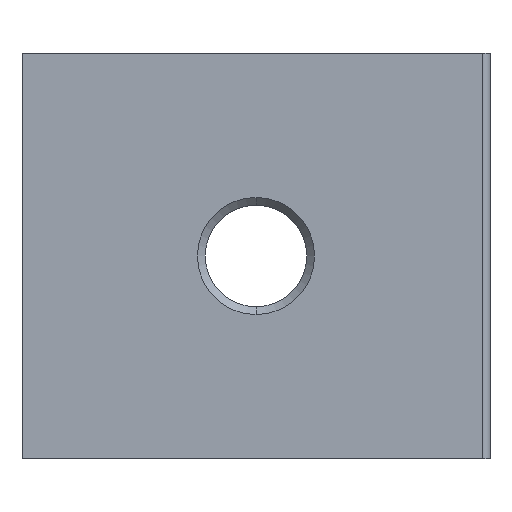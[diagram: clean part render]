
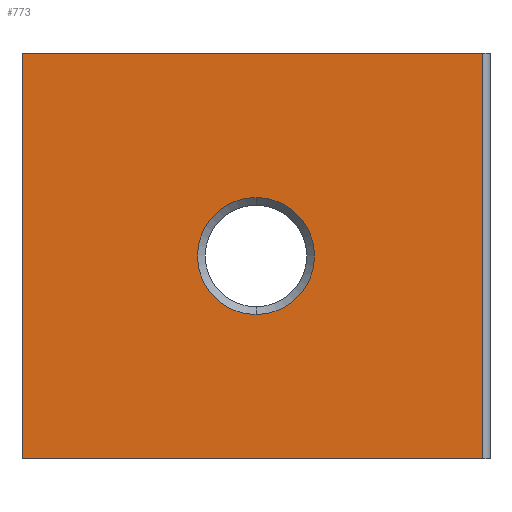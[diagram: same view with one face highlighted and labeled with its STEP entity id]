
A CAD part, front view. The second image highlights one B-rep face of the part: STEP entity #773.
In plain terms, the highlighted planar face has unit normal (0, -1, 0).
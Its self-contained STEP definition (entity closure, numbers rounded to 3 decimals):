
#5 = EDGE_LOOP ( 'NONE', ( #1071, #297, #609, #383 ) ) ;
#6 = CARTESIAN_POINT ( 'NONE',  ( -15., 0., -9.25 ) ) ;
#11 = DIRECTION ( 'NONE',  ( 0., 0., -1. ) ) ;
#37 = VERTEX_POINT ( 'NONE', #837 ) ;
#41 = CARTESIAN_POINT ( 'NONE',  ( -15., 0., -16.75 ) ) ;
#43 = DIRECTION ( 'NONE',  ( 0., 0., -1. ) ) ;
#48 = VERTEX_POINT ( 'NONE', #919 ) ;
#64 = VECTOR ( 'NONE', #408, 1000. ) ;
#88 = VECTOR ( 'NONE', #392, 1000. ) ;
#90 = VECTOR ( 'NONE', #679, 1000. ) ;
#118 = LINE ( 'NONE', #300, #90 ) ;
#120 = CARTESIAN_POINT ( 'NONE',  ( -30., 0., -26. ) ) ;
#197 = CARTESIAN_POINT ( 'NONE',  ( -15., 0., -13. ) ) ;
#271 = DIRECTION ( 'NONE',  ( 0., -1., 0. ) ) ;
#290 = CIRCLE ( 'NONE', #1081, 3.75 ) ;
#297 = ORIENTED_EDGE ( 'NONE', *, *, #479, .T. ) ;
#300 = CARTESIAN_POINT ( 'NONE',  ( -30., 0., 0. ) ) ;
#342 = CARTESIAN_POINT ( 'NONE',  ( -15., 0., -13. ) ) ;
#344 = CARTESIAN_POINT ( 'NONE',  ( -0.5, 0., -26. ) ) ;
#378 = CARTESIAN_POINT ( 'NONE',  ( -30., 0., -26. ) ) ;
#383 = ORIENTED_EDGE ( 'NONE', *, *, #1109, .F. ) ;
#392 = DIRECTION ( 'NONE',  ( 0., 0., 1. ) ) ;
#400 = EDGE_CURVE ( 'NONE', #572, #37, #981, .T. ) ;
#408 = DIRECTION ( 'NONE',  ( 1., 0., 0. ) ) ;
#476 = VECTOR ( 'NONE', #525, 1000. ) ;
#479 = EDGE_CURVE ( 'NONE', #37, #48, #908, .T. ) ;
#501 = CARTESIAN_POINT ( 'NONE',  ( -30., 0., 0. ) ) ;
#525 = DIRECTION ( 'NONE',  ( 0., 0., 1. ) ) ;
#572 = VERTEX_POINT ( 'NONE', #613 ) ;
#577 = DIRECTION ( 'NONE',  ( 0., 1., 0. ) ) ;
#609 = ORIENTED_EDGE ( 'NONE', *, *, #912, .F. ) ;
#613 = CARTESIAN_POINT ( 'NONE',  ( -30., 0., -26. ) ) ;
#622 = CIRCLE ( 'NONE', #1094, 3.75 ) ;
#625 = EDGE_CURVE ( 'NONE', #1169, #1072, #622, .T. ) ;
#648 = DIRECTION ( 'NONE',  ( 0., 0., -1. ) ) ;
#679 = DIRECTION ( 'NONE',  ( 1., 0., 0. ) ) ;
#709 = DIRECTION ( 'NONE',  ( 0., 1., 0. ) ) ;
#767 = AXIS2_PLACEMENT_3D ( 'NONE', #1046, #271, #648 ) ;
#770 = ORIENTED_EDGE ( 'NONE', *, *, #1088, .T. ) ;
#773 = ADVANCED_FACE ( 'NONE', ( #1024, #1240 ), #1131, .T. ) ;
#837 = CARTESIAN_POINT ( 'NONE',  ( -0.5, 0., -26. ) ) ;
#908 = LINE ( 'NONE', #344, #476 ) ;
#912 = EDGE_CURVE ( 'NONE', #1248, #48, #118, .T. ) ;
#919 = CARTESIAN_POINT ( 'NONE',  ( -0.5, 0., 0. ) ) ;
#981 = LINE ( 'NONE', #120, #64 ) ;
#1024 = FACE_BOUND ( 'NONE', #1230, .T. ) ;
#1046 = CARTESIAN_POINT ( 'NONE',  ( -30., 0., -26. ) ) ;
#1071 = ORIENTED_EDGE ( 'NONE', *, *, #400, .T. ) ;
#1072 = VERTEX_POINT ( 'NONE', #6 ) ;
#1081 = AXIS2_PLACEMENT_3D ( 'NONE', #197, #577, #11 ) ;
#1088 = EDGE_CURVE ( 'NONE', #1072, #1169, #290, .T. ) ;
#1094 = AXIS2_PLACEMENT_3D ( 'NONE', #342, #709, #43 ) ;
#1109 = EDGE_CURVE ( 'NONE', #572, #1248, #1255, .T. ) ;
#1118 = ORIENTED_EDGE ( 'NONE', *, *, #625, .T. ) ;
#1131 = PLANE ( 'NONE',  #767 ) ;
#1169 = VERTEX_POINT ( 'NONE', #41 ) ;
#1230 = EDGE_LOOP ( 'NONE', ( #1118, #770 ) ) ;
#1240 = FACE_OUTER_BOUND ( 'NONE', #5, .T. ) ;
#1248 = VERTEX_POINT ( 'NONE', #501 ) ;
#1255 = LINE ( 'NONE', #378, #88 ) ;
